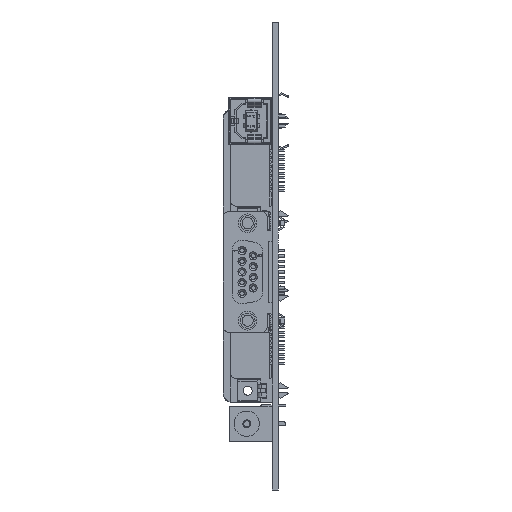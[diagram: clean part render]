
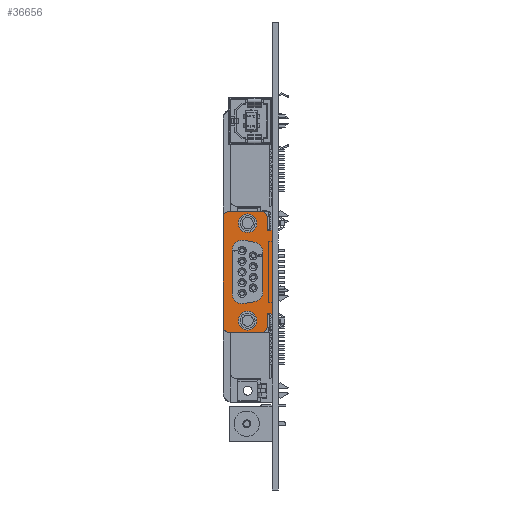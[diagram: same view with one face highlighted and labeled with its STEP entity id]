
A CAD part, left-side view. The second image highlights one B-rep face of the part: STEP entity #36656.
In plain terms, the highlighted planar face has unit normal (-1, 0, 0).
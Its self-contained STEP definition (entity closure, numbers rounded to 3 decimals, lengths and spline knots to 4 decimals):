
#250=FACE_BOUND('',#5355,.T.);
#251=FACE_BOUND('',#5356,.T.);
#252=FACE_BOUND('',#5357,.T.);
#1721=PLANE('',#39249);
#3409=FACE_OUTER_BOUND('',#5354,.T.);
#5354=EDGE_LOOP('',(#30875,#30876,#30877,#30878,#30879,#30880,#30881,#30882,
#30883,#30884,#30885,#30886,#30887,#30888));
#5355=EDGE_LOOP('',(#30889,#30890,#30891,#30892,#30893,#30894,#30895,#30896));
#5356=EDGE_LOOP('',(#30897,#30898));
#5357=EDGE_LOOP('',(#30899,#30900));
#8628=LINE('',#55786,#12585);
#8808=LINE('',#56390,#12765);
#9049=LINE('',#56981,#13006);
#9054=LINE('',#56989,#13011);
#9061=LINE('',#57007,#13018);
#9105=LINE('',#57138,#13062);
#9107=LINE('',#57141,#13064);
#9118=LINE('',#57162,#13075);
#9355=LINE('',#57781,#13312);
#9358=LINE('',#57789,#13315);
#9361=LINE('',#57797,#13318);
#9364=LINE('',#57805,#13321);
#9365=LINE('',#57809,#13322);
#9366=LINE('',#57810,#13323);
#12585=VECTOR('',#45733,0.0044);
#12765=VECTOR('',#46339,1.096);
#13006=VECTOR('',#46850,0.145);
#13011=VECTOR('',#46857,0.0044);
#13018=VECTOR('',#46872,0.3222);
#13062=VECTOR('',#47006,0.0456);
#13064=VECTOR('',#47010,0.145);
#13075=VECTOR('',#47031,0.0456);
#13312=VECTOR('',#47618,0.1105);
#13315=VECTOR('',#47627,0.4024);
#13318=VECTOR('',#47636,0.1105);
#13321=VECTOR('',#47645,0.4408);
#13322=VECTOR('',#47652,0.3222);
#13323=VECTOR('',#47653,0.839);
#14208=CIRCLE('',#38653,0.094);
#14209=CIRCLE('',#38654,0.094);
#14211=CIRCLE('',#38657,0.062);
#14326=CIRCLE('',#38861,0.062);
#14329=CIRCLE('',#38876,0.062);
#14376=CIRCLE('',#39009,0.062);
#14463=CIRCLE('',#39239,0.1);
#14464=CIRCLE('',#39242,0.1);
#14465=CIRCLE('',#39245,0.1);
#14466=CIRCLE('',#39248,0.1);
#14467=CIRCLE('',#39250,0.094);
#14468=CIRCLE('',#39251,0.094);
#16830=VERTEX_POINT('',#55767);
#16831=VERTEX_POINT('',#55769);
#16834=VERTEX_POINT('',#55776);
#16835=VERTEX_POINT('',#55778);
#16837=VERTEX_POINT('',#55784);
#17030=VERTEX_POINT('',#56335);
#17031=VERTEX_POINT('',#56337);
#17048=VERTEX_POINT('',#56389);
#17051=VERTEX_POINT('',#56403);
#17262=VERTEX_POINT('',#56979);
#17263=VERTEX_POINT('',#56980);
#17265=VERTEX_POINT('',#56987);
#17266=VERTEX_POINT('',#56991);
#17313=VERTEX_POINT('',#57135);
#17314=VERTEX_POINT('',#57137);
#17319=VERTEX_POINT('',#57161);
#17525=VERTEX_POINT('',#57777);
#17526=VERTEX_POINT('',#57779);
#17527=VERTEX_POINT('',#57783);
#17528=VERTEX_POINT('',#57787);
#17529=VERTEX_POINT('',#57791);
#17530=VERTEX_POINT('',#57795);
#17531=VERTEX_POINT('',#57799);
#17532=VERTEX_POINT('',#57803);
#17533=VERTEX_POINT('',#57811);
#17534=VERTEX_POINT('',#57812);
#21278=EDGE_CURVE('',#16830,#16831,#14208,.T.);
#21279=EDGE_CURVE('',#16831,#16830,#14209,.T.);
#21282=EDGE_CURVE('',#16835,#16834,#14211,.T.);
#21286=EDGE_CURVE('',#16837,#16834,#8628,.T.);
#21556=EDGE_CURVE('',#17031,#17030,#14326,.T.);
#21582=EDGE_CURVE('',#17031,#17048,#8808,.T.);
#21590=EDGE_CURVE('',#17051,#17048,#14329,.T.);
#21871=EDGE_CURVE('',#17262,#17263,#9049,.T.);
#21876=EDGE_CURVE('',#17265,#17262,#9054,.T.);
#21877=EDGE_CURVE('',#17265,#17266,#14376,.T.);
#21885=EDGE_CURVE('',#17051,#17266,#9061,.T.);
#21947=EDGE_CURVE('',#17313,#17314,#9105,.T.);
#21949=EDGE_CURVE('',#17314,#16837,#9107,.T.);
#21960=EDGE_CURVE('',#17319,#17263,#9118,.T.);
#22264=EDGE_CURVE('',#17526,#17525,#9355,.T.);
#22266=EDGE_CURVE('',#17525,#17527,#14463,.T.);
#22268=EDGE_CURVE('',#17527,#17528,#9358,.T.);
#22270=EDGE_CURVE('',#17528,#17529,#14464,.T.);
#22272=EDGE_CURVE('',#17529,#17530,#9361,.T.);
#22274=EDGE_CURVE('',#17530,#17531,#14465,.T.);
#22276=EDGE_CURVE('',#17531,#17532,#9364,.T.);
#22277=EDGE_CURVE('',#17532,#17526,#14466,.T.);
#22278=EDGE_CURVE('',#17030,#16835,#9365,.T.);
#22279=EDGE_CURVE('',#17313,#17319,#9366,.T.);
#22280=EDGE_CURVE('',#17533,#17534,#14467,.T.);
#22281=EDGE_CURVE('',#17534,#17533,#14468,.T.);
#30875=ORIENTED_EDGE('',*,*,#21871,.F.);
#30876=ORIENTED_EDGE('',*,*,#21876,.F.);
#30877=ORIENTED_EDGE('',*,*,#21877,.T.);
#30878=ORIENTED_EDGE('',*,*,#21885,.F.);
#30879=ORIENTED_EDGE('',*,*,#21590,.T.);
#30880=ORIENTED_EDGE('',*,*,#21582,.F.);
#30881=ORIENTED_EDGE('',*,*,#21556,.T.);
#30882=ORIENTED_EDGE('',*,*,#22278,.T.);
#30883=ORIENTED_EDGE('',*,*,#21282,.T.);
#30884=ORIENTED_EDGE('',*,*,#21286,.F.);
#30885=ORIENTED_EDGE('',*,*,#21949,.F.);
#30886=ORIENTED_EDGE('',*,*,#21947,.F.);
#30887=ORIENTED_EDGE('',*,*,#22279,.T.);
#30888=ORIENTED_EDGE('',*,*,#21960,.T.);
#30889=ORIENTED_EDGE('',*,*,#22276,.F.);
#30890=ORIENTED_EDGE('',*,*,#22274,.F.);
#30891=ORIENTED_EDGE('',*,*,#22272,.F.);
#30892=ORIENTED_EDGE('',*,*,#22270,.F.);
#30893=ORIENTED_EDGE('',*,*,#22268,.F.);
#30894=ORIENTED_EDGE('',*,*,#22266,.F.);
#30895=ORIENTED_EDGE('',*,*,#22264,.F.);
#30896=ORIENTED_EDGE('',*,*,#22277,.F.);
#30897=ORIENTED_EDGE('',*,*,#21279,.F.);
#30898=ORIENTED_EDGE('',*,*,#21278,.F.);
#30899=ORIENTED_EDGE('',*,*,#22280,.F.);
#30900=ORIENTED_EDGE('',*,*,#22281,.F.);
#36656=ADVANCED_FACE('',(#3409,#250,#251,#252),#1721,.T.);
#38653=AXIS2_PLACEMENT_3D('',#55770,#45717,#45718);
#38654=AXIS2_PLACEMENT_3D('',#55771,#45719,#45720);
#38657=AXIS2_PLACEMENT_3D('',#55779,#45726,#45727);
#38861=AXIS2_PLACEMENT_3D('',#56338,#46293,#46294);
#38876=AXIS2_PLACEMENT_3D('',#56404,#46354,#46355);
#39009=AXIS2_PLACEMENT_3D('',#56992,#46860,#46861);
#39239=AXIS2_PLACEMENT_3D('',#57785,#47622,#47623);
#39242=AXIS2_PLACEMENT_3D('',#57793,#47631,#47632);
#39245=AXIS2_PLACEMENT_3D('',#57801,#47640,#47641);
#39248=AXIS2_PLACEMENT_3D('',#57807,#47648,#47649);
#39249=AXIS2_PLACEMENT_3D('',#57808,#47650,#47651);
#39250=AXIS2_PLACEMENT_3D('',#57813,#47654,#47655);
#39251=AXIS2_PLACEMENT_3D('',#57814,#47656,#47657);
#45717=DIRECTION('center_axis',(-1.,0.,0.));
#45718=DIRECTION('ref_axis',(0.,0.,-1.));
#45719=DIRECTION('center_axis',(-1.,0.,0.));
#45720=DIRECTION('ref_axis',(0.,0.,-1.));
#45726=DIRECTION('center_axis',(-1.,0.,0.));
#45727=DIRECTION('ref_axis',(0.,0.,-1.));
#45733=DIRECTION('',(0.,1.,0.));
#46293=DIRECTION('center_axis',(-1.,0.,0.));
#46294=DIRECTION('ref_axis',(0.,1.,0.));
#46339=DIRECTION('',(0.,0.,1.));
#46354=DIRECTION('center_axis',(-1.,0.,0.));
#46355=DIRECTION('ref_axis',(0.,0.,1.));
#46850=DIRECTION('',(0.,0.,-1.));
#46857=DIRECTION('',(0.,-1.,0.));
#46860=DIRECTION('center_axis',(-1.,0.,0.));
#46861=DIRECTION('ref_axis',(0.,-0.964,0.266));
#46872=DIRECTION('',(0.,-1.,0.));
#47006=DIRECTION('',(0.,1.,0.));
#47010=DIRECTION('',(0.,0.,-1.));
#47031=DIRECTION('',(0.,1.,0.));
#47618=DIRECTION('',(0.,-0.985,0.174));
#47622=DIRECTION('center_axis',(-1.,0.,0.));
#47623=DIRECTION('ref_axis',(0.,-0.174,-0.985));
#47627=DIRECTION('',(0.,0.,1.));
#47631=DIRECTION('center_axis',(-1.,0.,0.));
#47632=DIRECTION('ref_axis',(0.,-1.,0.));
#47636=DIRECTION('',(0.,0.985,0.174));
#47640=DIRECTION('center_axis',(-1.,0.,0.));
#47641=DIRECTION('ref_axis',(0.,-0.174,0.985));
#47645=DIRECTION('',(0.,0.,-1.));
#47648=DIRECTION('center_axis',(-1.,0.,0.));
#47649=DIRECTION('ref_axis',(0.,1.,0.));
#47650=DIRECTION('center_axis',(-1.,0.,0.));
#47651=DIRECTION('ref_axis',(0.,0.,1.));
#47652=DIRECTION('',(0.,-1.,0.));
#47653=DIRECTION('',(0.,0.,1.));
#47654=DIRECTION('center_axis',(-1.,0.,0.));
#47655=DIRECTION('ref_axis',(0.,0.,-1.));
#47656=DIRECTION('center_axis',(-1.,0.,0.));
#47657=DIRECTION('ref_axis',(0.,0.,-1.));
#55767=CARTESIAN_POINT('',(-4.2705,0.2841,1.1423));
#55769=CARTESIAN_POINT('',(-4.2705,0.2841,1.3303));
#55770=CARTESIAN_POINT('Origin',(-4.2705,0.2841,1.2363));
#55771=CARTESIAN_POINT('Origin',(-4.2705,0.2841,1.2363));
#55776=CARTESIAN_POINT('',(-4.2705,0.0871,0.1798));
#55778=CARTESIAN_POINT('',(-4.2705,0.1469,0.1343));
#55779=CARTESIAN_POINT('Origin',(-4.2705,0.1469,0.1963));
#55784=CARTESIAN_POINT('',(-4.2705,0.0827,0.1798));
#55786=CARTESIAN_POINT('',(-4.2705,0.0827,0.1798));
#56335=CARTESIAN_POINT('',(-4.2705,0.4691,0.1343));
#56337=CARTESIAN_POINT('',(-4.2705,0.5311,0.1963));
#56338=CARTESIAN_POINT('Origin',(-4.2705,0.4691,0.1963));
#56389=CARTESIAN_POINT('',(-4.2705,0.5311,1.2923));
#56390=CARTESIAN_POINT('',(-4.2705,0.5311,0.1963));
#56403=CARTESIAN_POINT('',(-4.2705,0.4691,1.3543));
#56404=CARTESIAN_POINT('Origin',(-4.2705,0.4691,1.2923));
#56979=CARTESIAN_POINT('',(-4.2705,0.0827,1.3088));
#56980=CARTESIAN_POINT('',(-4.2705,0.0827,1.1638));
#56981=CARTESIAN_POINT('',(-4.2705,0.0827,1.3088));
#56987=CARTESIAN_POINT('',(-4.2705,0.0871,1.3088));
#56989=CARTESIAN_POINT('',(-4.2705,0.0871,1.3088));
#56991=CARTESIAN_POINT('',(-4.2705,0.1469,1.3543));
#56992=CARTESIAN_POINT('Origin',(-4.2705,0.1469,1.2923));
#57007=CARTESIAN_POINT('',(-4.2705,0.4691,1.3543));
#57135=CARTESIAN_POINT('',(-4.2705,0.0371,0.3248));
#57137=CARTESIAN_POINT('',(-4.2705,0.0827,0.3248));
#57138=CARTESIAN_POINT('',(-4.2705,0.0371,0.3248));
#57141=CARTESIAN_POINT('',(-4.2705,0.0827,0.3248));
#57161=CARTESIAN_POINT('',(-4.2705,0.0371,1.1638));
#57162=CARTESIAN_POINT('',(-4.2705,0.0371,1.1638));
#57777=CARTESIAN_POINT('',(-4.2705,0.2124,0.4446));
#57779=CARTESIAN_POINT('',(-4.2705,0.3212,0.4254));
#57781=CARTESIAN_POINT('',(-4.2705,0.3212,0.4254));
#57783=CARTESIAN_POINT('',(-4.2705,0.1297,0.5431));
#57785=CARTESIAN_POINT('Origin',(-4.2705,0.2297,0.5431));
#57787=CARTESIAN_POINT('',(-4.2705,0.1297,0.9455));
#57789=CARTESIAN_POINT('',(-4.2705,0.1297,0.5431));
#57791=CARTESIAN_POINT('',(-4.2705,0.2124,1.044));
#57793=CARTESIAN_POINT('Origin',(-4.2705,0.2297,0.9455));
#57795=CARTESIAN_POINT('',(-4.2705,0.3212,1.0632));
#57797=CARTESIAN_POINT('',(-4.2705,0.2124,1.044));
#57799=CARTESIAN_POINT('',(-4.2705,0.4385,0.9647));
#57801=CARTESIAN_POINT('Origin',(-4.2705,0.3385,0.9647));
#57803=CARTESIAN_POINT('',(-4.2705,0.4385,0.5239));
#57805=CARTESIAN_POINT('',(-4.2705,0.4385,0.9647));
#57807=CARTESIAN_POINT('Origin',(-4.2705,0.3385,0.5239));
#57808=CARTESIAN_POINT('Origin',(-4.2705,0.5311,0.1343));
#57809=CARTESIAN_POINT('',(-4.2705,0.4691,0.1343));
#57810=CARTESIAN_POINT('',(-4.2705,0.0371,0.3248));
#57811=CARTESIAN_POINT('',(-4.2705,0.2841,0.3463));
#57812=CARTESIAN_POINT('',(-4.2705,0.2841,0.1583));
#57813=CARTESIAN_POINT('Origin',(-4.2705,0.2841,0.2523));
#57814=CARTESIAN_POINT('Origin',(-4.2705,0.2841,0.2523));
